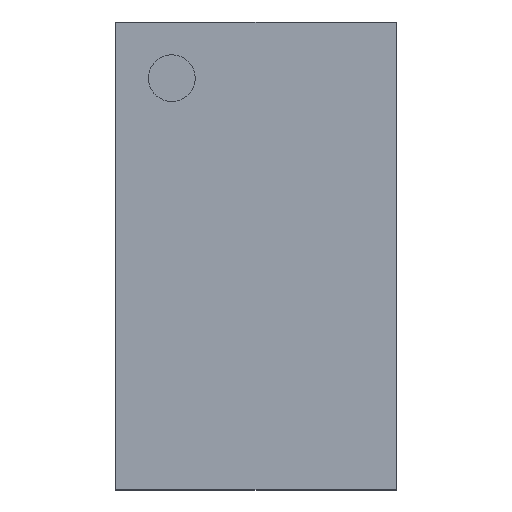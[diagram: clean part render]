
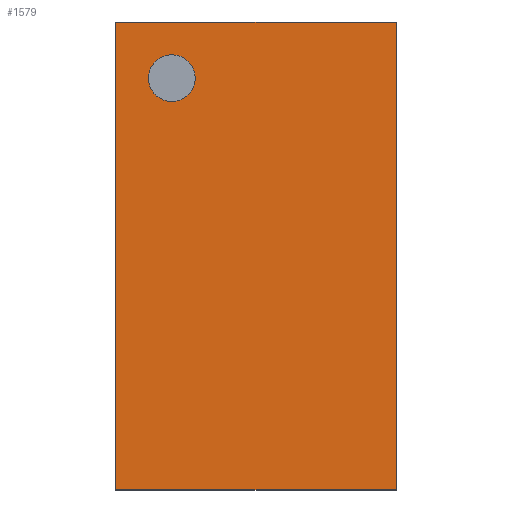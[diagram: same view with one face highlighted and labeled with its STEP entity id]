
A CAD part, top view. The second image highlights one B-rep face of the part: STEP entity #1579.
In plain terms, the highlighted planar face has unit normal (0, 0, 1).
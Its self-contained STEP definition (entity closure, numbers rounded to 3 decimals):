
#35 = VERTEX_POINT('',#36);
#36 = CARTESIAN_POINT('',(-1.15,1.9,1.6));
#42 = EDGE_CURVE('',#43,#35,#45,.T.);
#43 = VERTEX_POINT('',#44);
#44 = CARTESIAN_POINT('',(-0.65,1.9,1.6));
#45 = CIRCLE('',#46,0.25);
#46 = AXIS2_PLACEMENT_3D('',#47,#48,#49);
#47 = CARTESIAN_POINT('',(-0.9,1.9,1.6));
#48 = DIRECTION('',(0.,0.,1.));
#49 = DIRECTION('',(-1.,0.,0.));
#1089 = VERTEX_POINT('',#1090);
#1090 = CARTESIAN_POINT('',(-1.5,2.5,1.6));
#1096 = EDGE_CURVE('',#1097,#1089,#1099,.T.);
#1097 = VERTEX_POINT('',#1098);
#1098 = CARTESIAN_POINT('',(1.5,2.5,1.6));
#1099 = LINE('',#1100,#1101);
#1100 = CARTESIAN_POINT('',(1.5,2.5,1.6));
#1101 = VECTOR('',#1102,1.);
#1102 = DIRECTION('',(-1.,0.,0.));
#1258 = VERTEX_POINT('',#1259);
#1259 = CARTESIAN_POINT('',(-1.5,-2.5,1.6));
#1265 = EDGE_CURVE('',#1089,#1258,#1266,.T.);
#1266 = LINE('',#1267,#1268);
#1267 = CARTESIAN_POINT('',(-1.5,2.5,1.6));
#1268 = VECTOR('',#1269,1.);
#1269 = DIRECTION('',(0.,-1.,0.));
#1397 = VERTEX_POINT('',#1398);
#1398 = CARTESIAN_POINT('',(1.5,-2.5,1.6));
#1404 = EDGE_CURVE('',#1258,#1397,#1405,.T.);
#1405 = LINE('',#1406,#1407);
#1406 = CARTESIAN_POINT('',(1.5,-2.5,1.6));
#1407 = VECTOR('',#1408,1.);
#1408 = DIRECTION('',(1.,0.,0.));
#1568 = EDGE_CURVE('',#1397,#1097,#1569,.T.);
#1569 = LINE('',#1570,#1571);
#1570 = CARTESIAN_POINT('',(1.5,2.5,1.6));
#1571 = VECTOR('',#1572,1.);
#1572 = DIRECTION('',(0.,1.,0.));
#1579 = ADVANCED_FACE('',(#1580,#1590),#1596,.T.);
#1580 = FACE_BOUND('',#1581,.T.);
#1581 = EDGE_LOOP('',(#1582,#1589));
#1582 = ORIENTED_EDGE('',*,*,#1583,.F.);
#1583 = EDGE_CURVE('',#35,#43,#1584,.T.);
#1584 = CIRCLE('',#1585,0.25);
#1585 = AXIS2_PLACEMENT_3D('',#1586,#1587,#1588);
#1586 = CARTESIAN_POINT('',(-0.9,1.9,1.6));
#1587 = DIRECTION('',(0.,0.,1.));
#1588 = DIRECTION('',(-1.,0.,0.));
#1589 = ORIENTED_EDGE('',*,*,#42,.F.);
#1590 = FACE_BOUND('',#1591,.T.);
#1591 = EDGE_LOOP('',(#1592,#1593,#1594,#1595));
#1592 = ORIENTED_EDGE('',*,*,#1096,.T.);
#1593 = ORIENTED_EDGE('',*,*,#1265,.T.);
#1594 = ORIENTED_EDGE('',*,*,#1404,.T.);
#1595 = ORIENTED_EDGE('',*,*,#1568,.T.);
#1596 = PLANE('',#1597);
#1597 = AXIS2_PLACEMENT_3D('',#1598,#1599,#1600);
#1598 = CARTESIAN_POINT('',(-1.5,2.5,1.6));
#1599 = DIRECTION('',(0.,0.,1.));
#1600 = DIRECTION('',(-1.,0.,0.));
